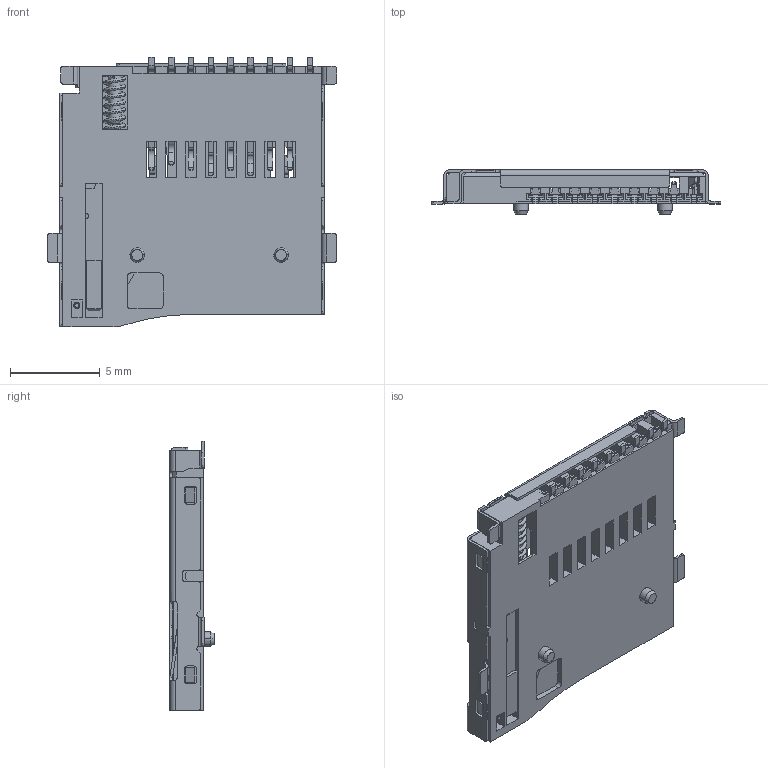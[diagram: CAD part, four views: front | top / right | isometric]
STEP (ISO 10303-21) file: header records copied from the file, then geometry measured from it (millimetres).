
FILE_DESCRIPTION((''),'2;1');
FILE_NAME('CSD03S010R','2012-03-21T',('tina'),(''),'PRO/ENGINEER BY PARAMETRIC TECHNOLOGY CORPORATION, 2003161','PRO/ENGINEER BY PARAMETRIC TECHNOLOGY CORPORATION, 2003161','');
FILE_SCHEMA(('CONFIG_CONTROL_DESIGN'));
Length unit declared in the file: millimetre
Products named in the file (1): CSD03S010R
Bounding box: 16.1 x 2.45 x 15 mm (x, y, z)
Volume: 188.9 mm3; surface area: 1329.2 mm2
Topology: 14 solids, 14 shells, 1361 faces, 3934 edges, 2577 vertices
Faces by surface type: plane 1019, cylinder 286, cone 32, bspline 12, torus 8, revolution 4
Entity records: 48933 total; most frequent: CARTESIAN_POINT 12777, ORIENTED_EDGE 7864, DIRECTION 7134, EDGE_CURVE 3932, VECTOR 3128, LINE 3128, VERTEX_POINT 2577, AXIS2_PLACEMENT_3D 2001
